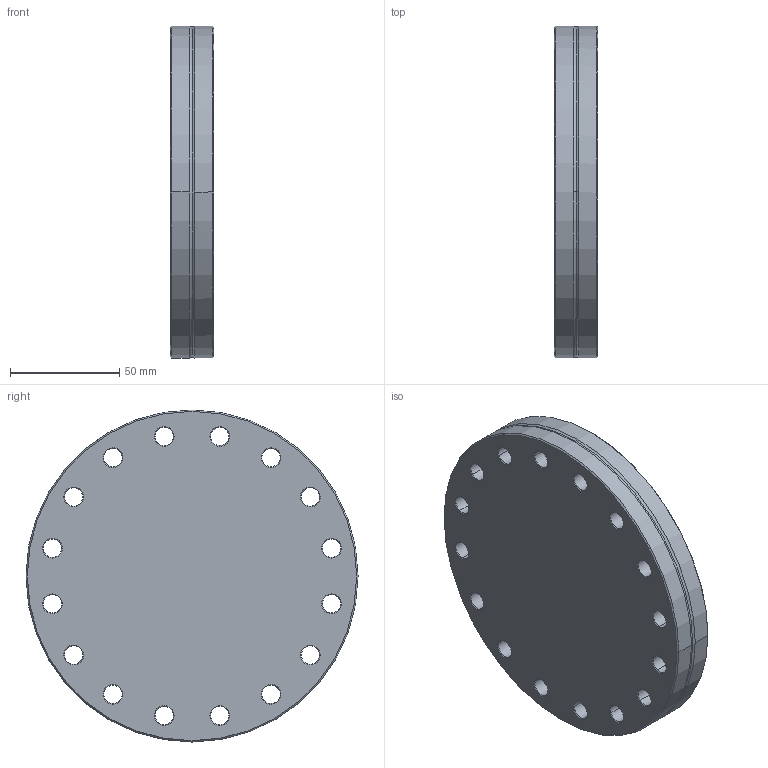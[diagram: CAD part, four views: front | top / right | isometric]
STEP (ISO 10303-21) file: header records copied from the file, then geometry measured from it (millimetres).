
FILE_DESCRIPTION((''),'2;1');
FILE_NAME('213-004.stp','2004-01-20T12:52:39',('KAA'),(''),'Autodesk Inventor (R) 6.0','Autodesk Inventor (R) 6.0','');
FILE_SCHEMA(('CONFIG_CONTROL_DESIGN'));
Length unit declared in the file: millimetre
Products named in the file (1): 213-004
Bounding box: 20 x 152 x 152 mm (x, y, z)
Volume: 329405.3 mm3; surface area: 52703.5 mm2
Topology: 1 solids, 1 shells, 130 faces, 310 edges, 183 vertices
Faces by surface type: cone 78, bspline 36, torus 6, cylinder 6, plane 4
Entity records: 4528 total; most frequent: CARTESIAN_POINT 1380, DIRECTION 679, ORIENTED_EDGE 620, EDGE_CURVE 310, AXIS2_PLACEMENT_3D 282, CIRCLE 187, VERTEX_POINT 183, EDGE_LOOP 163
